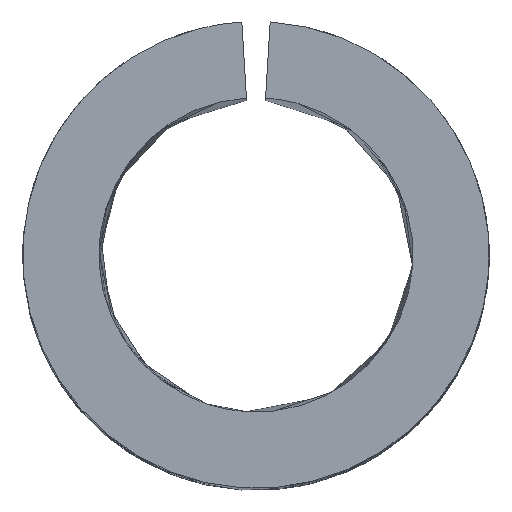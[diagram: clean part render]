
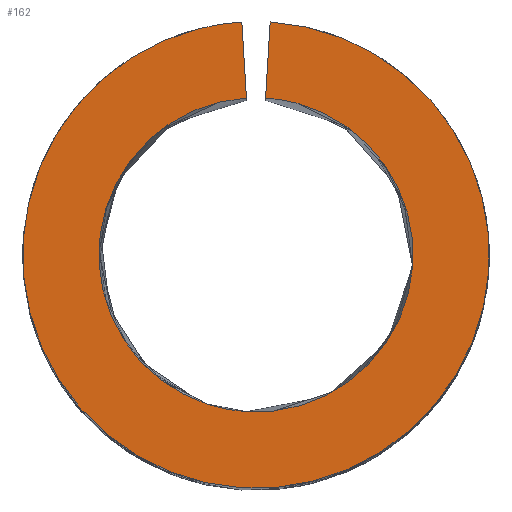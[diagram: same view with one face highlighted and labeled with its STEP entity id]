
A CAD part, top view. The second image highlights one B-rep face of the part: STEP entity #162.
In plain terms, the highlighted planar face has unit normal (0, 0, 1).
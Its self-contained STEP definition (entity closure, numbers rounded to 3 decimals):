
#92=AXIS2_PLACEMENT_3D('Plane Axis2P3D',#89,#90,#91) ;
#67=CARTESIAN_POINT('Vertex',(2.55,4.097,13.5)) ;
#70=CARTESIAN_POINT('Line Origine',(2.574,4.496,13.5)) ;
#74=CARTESIAN_POINT('Vertex',(2.598,4.896,13.5)) ;
#89=CARTESIAN_POINT('Axis2P3D Location',(2.45,2.45,13.5)) ;
#95=CARTESIAN_POINT('Control Point',(2.35,4.097,13.5)) ;
#96=CARTESIAN_POINT('Control Point',(1.853,4.067,13.5)) ;
#97=CARTESIAN_POINT('Control Point',(1.367,3.849,13.5)) ;
#98=CARTESIAN_POINT('Control Point',(0.988,3.447,13.5)) ;
#99=CARTESIAN_POINT('Control Point',(0.612,2.45,13.5)) ;
#100=CARTESIAN_POINT('Control Point',(0.988,1.453,13.5)) ;
#101=CARTESIAN_POINT('Control Point',(1.367,1.051,13.5)) ;
#102=CARTESIAN_POINT('Control Point',(1.853,0.833,13.5)) ;
#103=CARTESIAN_POINT('Control Point',(2.35,0.803,13.5)) ;
#104=CARTESIAN_POINT('Vertex',(2.35,0.803,13.5)) ;
#106=CARTESIAN_POINT('Vertex',(2.35,4.097,13.5)) ;
#110=CARTESIAN_POINT('Control Point',(2.302,4.896,13.5)) ;
#111=CARTESIAN_POINT('Control Point',(2.311,4.736,13.5)) ;
#112=CARTESIAN_POINT('Control Point',(2.321,4.576,13.5)) ;
#113=CARTESIAN_POINT('Control Point',(2.331,4.416,13.5)) ;
#114=CARTESIAN_POINT('Control Point',(2.34,4.257,13.5)) ;
#115=CARTESIAN_POINT('Control Point',(2.35,4.097,13.5)) ;
#116=CARTESIAN_POINT('Vertex',(2.302,4.896,13.5)) ;
#120=CARTESIAN_POINT('Control Point',(2.302,0.005,13.5)) ;
#121=CARTESIAN_POINT('Control Point',(1.563,0.049,13.5)) ;
#122=CARTESIAN_POINT('Control Point',(0.841,0.373,13.5)) ;
#123=CARTESIAN_POINT('Control Point',(0.279,0.97,13.5)) ;
#124=CARTESIAN_POINT('Control Point',(-0.279,2.45,13.5)) ;
#125=CARTESIAN_POINT('Control Point',(0.279,3.93,13.5)) ;
#126=CARTESIAN_POINT('Control Point',(0.841,4.527,13.5)) ;
#127=CARTESIAN_POINT('Control Point',(1.563,4.851,13.5)) ;
#128=CARTESIAN_POINT('Control Point',(2.302,4.896,13.5)) ;
#129=CARTESIAN_POINT('Vertex',(2.302,0.005,13.5)) ;
#133=CARTESIAN_POINT('Control Point',(2.598,4.896,13.5)) ;
#134=CARTESIAN_POINT('Control Point',(3.367,4.849,13.5)) ;
#135=CARTESIAN_POINT('Control Point',(4.117,4.501,13.5)) ;
#136=CARTESIAN_POINT('Control Point',(4.687,3.856,13.5)) ;
#137=CARTESIAN_POINT('Control Point',(5.197,2.283,13.5)) ;
#138=CARTESIAN_POINT('Control Point',(4.5,0.783,13.5)) ;
#139=CARTESIAN_POINT('Control Point',(3.856,0.213,13.5)) ;
#140=CARTESIAN_POINT('Control Point',(3.07,-0.042,13.5)) ;
#141=CARTESIAN_POINT('Control Point',(2.302,0.005,13.5)) ;
#144=CARTESIAN_POINT('Control Point',(2.35,0.803,13.5)) ;
#145=CARTESIAN_POINT('Control Point',(2.867,0.772,13.5)) ;
#146=CARTESIAN_POINT('Control Point',(3.397,0.943,13.5)) ;
#147=CARTESIAN_POINT('Control Point',(3.831,1.328,13.5)) ;
#148=CARTESIAN_POINT('Control Point',(4.3,2.338,13.5)) ;
#149=CARTESIAN_POINT('Control Point',(3.957,3.397,13.5)) ;
#150=CARTESIAN_POINT('Control Point',(3.572,3.831,13.5)) ;
#151=CARTESIAN_POINT('Control Point',(3.067,4.066,13.5)) ;
#152=CARTESIAN_POINT('Control Point',(2.55,4.097,13.5)) ;
#71=DIRECTION('Vector Direction',(0.061,0.998,0.)) ;
#90=DIRECTION('Axis2P3D Direction',(-0.,0.,-1.)) ;
#91=DIRECTION('Axis2P3D XDirection',(-1.,0.,0.)) ;
#72=VECTOR('Line Direction',#71,1.) ;
#155=ORIENTED_EDGE('',*,*,#108,.T.) ;
#156=ORIENTED_EDGE('',*,*,#118,.T.) ;
#157=ORIENTED_EDGE('',*,*,#131,.T.) ;
#158=ORIENTED_EDGE('',*,*,#142,.T.) ;
#159=ORIENTED_EDGE('',*,*,#76,.T.) ;
#160=ORIENTED_EDGE('',*,*,#153,.T.) ;
#162=ADVANCED_FACE('K\X2\00F6\X0\rper.3',(#161),#93,.F.) ;
#94=B_SPLINE_CURVE_WITH_KNOTS('',5,(#95,#96,#97,#98,#99,#100,#101,#102,#103),.UNSPECIFIED.,.F.,.U.,(6,3,6),(0.,2.649,5.297),.UNSPECIFIED.) ;
#109=B_SPLINE_CURVE_WITH_KNOTS('',5,(#110,#111,#112,#113,#114,#115),.UNSPECIFIED.,.F.,.U.,(6,6),(0.,0.8),.UNSPECIFIED.) ;
#119=B_SPLINE_CURVE_WITH_KNOTS('',5,(#120,#121,#122,#123,#124,#125,#126,#127,#128),.UNSPECIFIED.,.F.,.U.,(6,3,6),(0.,3.933,7.865),.UNSPECIFIED.) ;
#132=B_SPLINE_CURVE_WITH_KNOTS('',5,(#133,#134,#135,#136,#137,#138,#139,#140,#141),.UNSPECIFIED.,.F.,.U.,(6,3,6),(0.,4.111,8.222),.UNSPECIFIED.) ;
#143=B_SPLINE_CURVE_WITH_KNOTS('',5,(#144,#145,#146,#147,#148,#149,#150,#151,#152),.UNSPECIFIED.,.F.,.U.,(6,3,6),(0.,2.768,5.537),.UNSPECIFIED.) ;
#76=EDGE_CURVE('',#75,#68,#73,.F.) ;
#108=EDGE_CURVE('',#105,#107,#94,.F.) ;
#118=EDGE_CURVE('',#107,#117,#109,.F.) ;
#131=EDGE_CURVE('',#117,#130,#119,.F.) ;
#142=EDGE_CURVE('',#130,#75,#132,.F.) ;
#153=EDGE_CURVE('',#68,#105,#143,.F.) ;
#154=EDGE_LOOP('',(#155,#156,#157,#158,#159,#160)) ;
#161=FACE_OUTER_BOUND('',#154,.T.) ;
#73=LINE('Line',#70,#72) ;
#93=PLANE('',#92) ;
#68=VERTEX_POINT('',#67) ;
#75=VERTEX_POINT('',#74) ;
#105=VERTEX_POINT('',#104) ;
#107=VERTEX_POINT('',#106) ;
#117=VERTEX_POINT('',#116) ;
#130=VERTEX_POINT('',#129) ;
